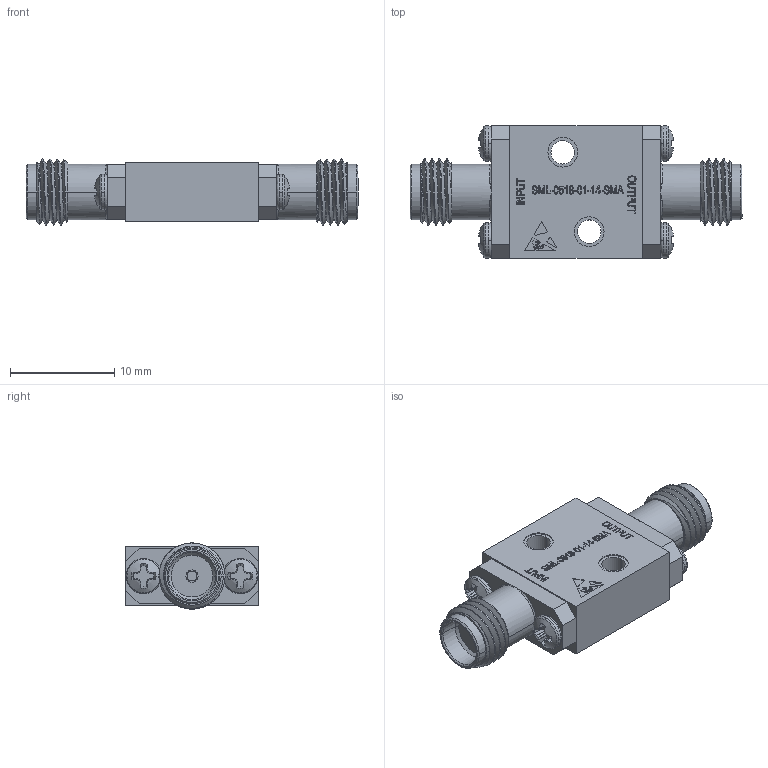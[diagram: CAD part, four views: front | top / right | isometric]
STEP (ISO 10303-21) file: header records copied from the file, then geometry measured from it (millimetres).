
FILE_DESCRIPTION (( 'STEP AP203' ), '1' );
FILE_NAME ('SML-0518-01-14-SMA.step', '2019-05-17T14:09:52', ( '' ), ( '' ), 'SwSTEP 2.0', 'SolidWorks 2018', '' );
FILE_SCHEMA (( 'CONFIG_CONTROL_DESIGN' ));
Products named in the file (1): SML-0518-01-14-SMA
Bounding box: 31.85 x 12.7 x 6.34 mm (x, y, z)
Volume: 1379.9 mm3; surface area: 1660.6 mm2
Topology: 3 solids, 3 shells, 780 faces, 2053 edges, 1354 vertices
Faces by surface type: plane 379, cylinder 177, bspline 176, cone 48
Entity records: 37786 total; most frequent: CARTESIAN_POINT 20210, ORIENTED_EDGE 4090, DIRECTION 2887, EDGE_CURVE 2045, VERTEX_POINT 1354, VECTOR 1125, LINE 1125, AXIS2_PLACEMENT_3D 881
